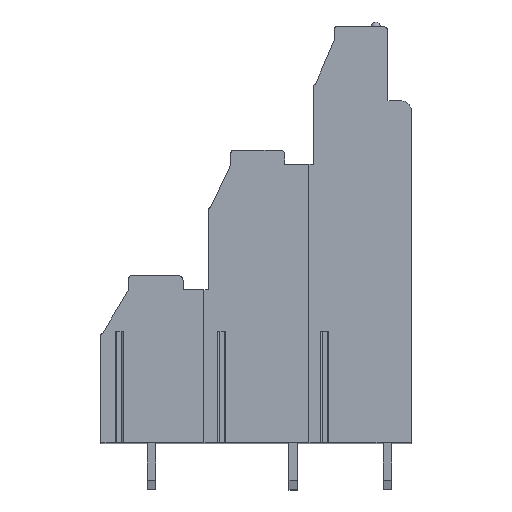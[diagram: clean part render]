
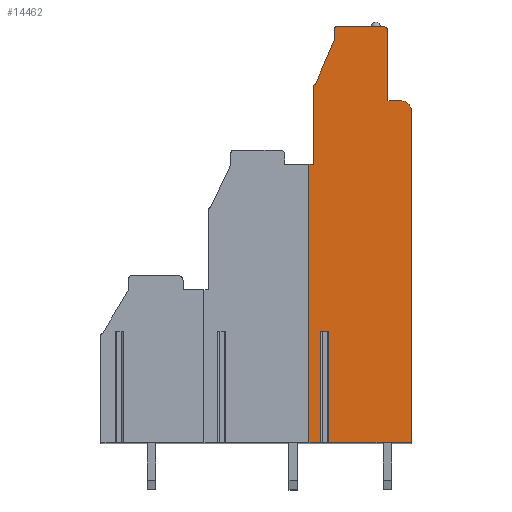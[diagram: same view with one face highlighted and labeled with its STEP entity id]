
A CAD part, top view. The second image highlights one B-rep face of the part: STEP entity #14462.
In plain terms, the highlighted planar face has unit normal (0, 0, 1).
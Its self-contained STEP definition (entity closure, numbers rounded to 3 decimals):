
#1229=DIRECTION('',(1.,0.,0.));
#1230=VECTOR('',#1229,0.856);
#1231=CARTESIAN_POINT('',(0.772,-18.05,38.1));
#1232=LINE('',#1231,#1230);
#1233=DIRECTION('',(0.,-1.,0.));
#1234=VECTOR('',#1233,11.95);
#1235=CARTESIAN_POINT('',(0.772,-18.05,38.1));
#1236=LINE('',#1235,#1234);
#1237=DIRECTION('',(1.,0.,0.));
#1238=VECTOR('',#1237,1.272);
#1239=CARTESIAN_POINT('',(-0.5,-30.,38.1));
#1240=LINE('',#1239,#1238);
#1241=DIRECTION('',(0.,1.,0.));
#1242=VECTOR('',#1241,30.);
#1243=CARTESIAN_POINT('',(-0.5,-30.,38.1));
#1244=LINE('',#1243,#1242);
#1245=DIRECTION('',(-1.,0.,0.));
#1246=VECTOR('',#1245,0.5);
#1247=CARTESIAN_POINT('',(0.,0.,38.1));
#1248=LINE('',#1247,#1246);
#1249=DIRECTION('',(0.,-1.,0.));
#1250=VECTOR('',#1249,8.4);
#1251=CARTESIAN_POINT('',(0.,8.4,38.1));
#1252=LINE('',#1251,#1250);
#1253=CARTESIAN_POINT('',(0.2,8.4,38.1));
#1254=DIRECTION('',(0.,0.,1.));
#1255=DIRECTION('',(0.,1.,0.));
#1256=AXIS2_PLACEMENT_3D('',#1253,#1254,#1255);
#1258=DIRECTION('',(-0.392,-0.92,0.));
#1259=VECTOR('',#1258,5.108);
#1260=CARTESIAN_POINT('',(2.2,13.3,38.1));
#1261=LINE('',#1260,#1259);
#1262=DIRECTION('',(0.,-1.,0.));
#1263=VECTOR('',#1262,1.2);
#1264=CARTESIAN_POINT('',(2.2,14.5,38.1));
#1265=LINE('',#1264,#1263);
#1266=CARTESIAN_POINT('',(2.5,14.5,38.1));
#1267=DIRECTION('',(0.,0.,1.));
#1268=DIRECTION('',(0.,1.,0.));
#1269=AXIS2_PLACEMENT_3D('',#1266,#1267,#1268);
#1271=DIRECTION('',(-1.,0.,0.));
#1272=VECTOR('',#1271,5.);
#1273=CARTESIAN_POINT('',(7.5,14.8,38.1));
#1274=LINE('',#1273,#1272);
#1275=CARTESIAN_POINT('',(7.5,14.3,38.1));
#1276=DIRECTION('',(0.,0.,1.));
#1277=DIRECTION('',(1.,0.,0.));
#1278=AXIS2_PLACEMENT_3D('',#1275,#1276,#1277);
#1280=DIRECTION('',(0.,1.,0.));
#1281=VECTOR('',#1280,7.5);
#1282=CARTESIAN_POINT('',(8.,6.8,38.1));
#1283=LINE('',#1282,#1281);
#1284=DIRECTION('',(-1.,0.,0.));
#1285=VECTOR('',#1284,1.5);
#1286=CARTESIAN_POINT('',(9.5,6.8,38.1));
#1287=LINE('',#1286,#1285);
#1288=CARTESIAN_POINT('',(9.5,5.8,38.1));
#1289=DIRECTION('',(0.,0.,1.));
#1290=DIRECTION('',(1.,0.,0.));
#1291=AXIS2_PLACEMENT_3D('',#1288,#1289,#1290);
#1293=DIRECTION('',(0.,1.,0.));
#1294=VECTOR('',#1293,35.8);
#1295=CARTESIAN_POINT('',(10.5,-30.,38.1));
#1296=LINE('',#1295,#1294);
#1297=DIRECTION('',(1.,0.,0.));
#1298=VECTOR('',#1297,8.872);
#1299=CARTESIAN_POINT('',(1.628,-30.,38.1));
#1300=LINE('',#1299,#1298);
#1301=DIRECTION('',(0.,-1.,0.));
#1302=VECTOR('',#1301,11.95);
#1303=CARTESIAN_POINT('',(1.628,-18.05,38.1));
#1304=LINE('',#1303,#1302);
#10227=CARTESIAN_POINT('',(10.5,-30.,38.1));
#10228=CARTESIAN_POINT('',(10.5,5.8,38.1));
#10229=VERTEX_POINT('',#10227);
#10230=VERTEX_POINT('',#10228);
#10231=CARTESIAN_POINT('',(9.5,6.8,38.1));
#10232=VERTEX_POINT('',#10231);
#10233=CARTESIAN_POINT('',(8.,6.8,38.1));
#10234=VERTEX_POINT('',#10233);
#10235=CARTESIAN_POINT('',(8.,14.3,38.1));
#10236=VERTEX_POINT('',#10235);
#10237=CARTESIAN_POINT('',(7.5,14.8,38.1));
#10238=VERTEX_POINT('',#10237);
#10239=CARTESIAN_POINT('',(2.5,14.8,38.1));
#10240=VERTEX_POINT('',#10239);
#10241=CARTESIAN_POINT('',(2.2,14.5,38.1));
#10242=VERTEX_POINT('',#10241);
#10243=CARTESIAN_POINT('',(2.2,13.3,38.1));
#10244=VERTEX_POINT('',#10243);
#10245=CARTESIAN_POINT('',(0.2,8.6,38.1));
#10246=VERTEX_POINT('',#10245);
#10247=CARTESIAN_POINT('',(0.,8.4,38.1));
#10248=VERTEX_POINT('',#10247);
#10249=CARTESIAN_POINT('',(0.,0.,38.1));
#10250=VERTEX_POINT('',#10249);
#10275=CARTESIAN_POINT('',(-0.5,-30.,38.1));
#10276=CARTESIAN_POINT('',(-0.5,0.,38.1));
#10277=VERTEX_POINT('',#10275);
#10278=VERTEX_POINT('',#10276);
#10335=CARTESIAN_POINT('',(0.772,-18.05,38.1));
#10336=CARTESIAN_POINT('',(1.628,-18.05,38.1));
#10337=VERTEX_POINT('',#10335);
#10338=VERTEX_POINT('',#10336);
#10343=CARTESIAN_POINT('',(0.772,-30.,38.1));
#10344=VERTEX_POINT('',#10343);
#10345=CARTESIAN_POINT('',(1.628,-30.,38.1));
#10346=VERTEX_POINT('',#10345);
#14421=CARTESIAN_POINT('',(0.,0.,38.1));
#14422=DIRECTION('',(0.,0.,1.));
#14423=DIRECTION('',(1.,0.,0.));
#14424=AXIS2_PLACEMENT_3D('',#14421,#14422,#14423);
#14425=PLANE('',#14424);
#14427=ORIENTED_EDGE('',*,*,#14426,.F.);
#14429=ORIENTED_EDGE('',*,*,#14428,.T.);
#14430=ORIENTED_EDGE('',*,*,#14104,.F.);
#14432=ORIENTED_EDGE('',*,*,#14431,.T.);
#14434=ORIENTED_EDGE('',*,*,#14433,.F.);
#14436=ORIENTED_EDGE('',*,*,#14435,.F.);
#14438=ORIENTED_EDGE('',*,*,#14437,.F.);
#14440=ORIENTED_EDGE('',*,*,#14439,.F.);
#14442=ORIENTED_EDGE('',*,*,#14441,.F.);
#14444=ORIENTED_EDGE('',*,*,#14443,.F.);
#14446=ORIENTED_EDGE('',*,*,#14445,.F.);
#14448=ORIENTED_EDGE('',*,*,#14447,.F.);
#14450=ORIENTED_EDGE('',*,*,#14449,.F.);
#14452=ORIENTED_EDGE('',*,*,#14451,.F.);
#14454=ORIENTED_EDGE('',*,*,#14453,.F.);
#14456=ORIENTED_EDGE('',*,*,#14455,.F.);
#14457=ORIENTED_EDGE('',*,*,#14120,.F.);
#14459=ORIENTED_EDGE('',*,*,#14458,.F.);
#14460=EDGE_LOOP('',(#14427,#14429,#14430,#14432,#14434,#14436,#14438,#14440,
#14442,#14444,#14446,#14448,#14450,#14452,#14454,#14456,#14457,#14459));
#14461=FACE_OUTER_BOUND('',#14460,.F.);
#14462=ADVANCED_FACE('',(#14461),#14425,.T.);
#1257=CIRCLE('',#1256,0.2);
#1270=CIRCLE('',#1269,0.3);
#1279=CIRCLE('',#1278,0.5);
#1292=CIRCLE('',#1291,1.);
#14104=EDGE_CURVE('',#10277,#10344,#1240,.T.);
#14120=EDGE_CURVE('',#10346,#10229,#1300,.T.);
#14426=EDGE_CURVE('',#10337,#10338,#1232,.T.);
#14428=EDGE_CURVE('',#10337,#10344,#1236,.T.);
#14431=EDGE_CURVE('',#10277,#10278,#1244,.T.);
#14433=EDGE_CURVE('',#10250,#10278,#1248,.T.);
#14435=EDGE_CURVE('',#10248,#10250,#1252,.T.);
#14437=EDGE_CURVE('',#10246,#10248,#1257,.T.);
#14439=EDGE_CURVE('',#10244,#10246,#1261,.T.);
#14441=EDGE_CURVE('',#10242,#10244,#1265,.T.);
#14443=EDGE_CURVE('',#10240,#10242,#1270,.T.);
#14445=EDGE_CURVE('',#10238,#10240,#1274,.T.);
#14447=EDGE_CURVE('',#10236,#10238,#1279,.T.);
#14449=EDGE_CURVE('',#10234,#10236,#1283,.T.);
#14451=EDGE_CURVE('',#10232,#10234,#1287,.T.);
#14453=EDGE_CURVE('',#10230,#10232,#1292,.T.);
#14455=EDGE_CURVE('',#10229,#10230,#1296,.T.);
#14458=EDGE_CURVE('',#10338,#10346,#1304,.T.);
